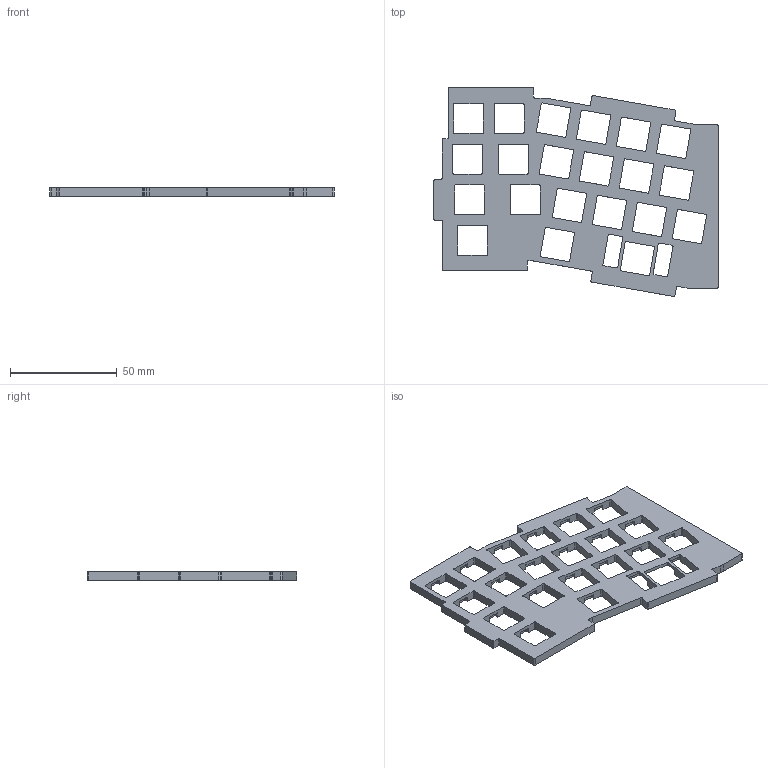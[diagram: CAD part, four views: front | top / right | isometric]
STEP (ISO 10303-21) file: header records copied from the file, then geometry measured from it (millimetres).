
FILE_DESCRIPTION(/* description */ (''),/* implementation_level */ '2;1');
FILE_NAME(/* name */ 'Eliza_plate_left.step',/* time_stamp */ '2022-06-01T09:17:09+02:00',/* author */ (''),/* organization */ (''),/* preprocessor_version */ 'ST-DEVELOPER v19',/* originating_system */ 'Autodesk Translation Framework v11.7.0.108',/* authorisation */ '');
FILE_SCHEMA (('AUTOMOTIVE_DESIGN { 1 0 10303 214 3 1 1 }'));
Length unit declared in the file: millimetre
Products named in the file (1): plate_left
Bounding box: 133.2 x 98 x 4 mm (x, y, z)
Volume: 24592 mm3; surface area: 19921.2 mm2
Topology: 1 solids, 1 shells, 419 faces, 1257 edges, 836 vertices
Faces by surface type: plane 296, cylinder 123
Entity records: 14194 total; most frequent: ORIENTED_EDGE 2514, CARTESIAN_POINT 2513, DIRECTION 2343, EDGE_CURVE 1257, LINE 1011, VECTOR 1011, VERTEX_POINT 836, AXIS2_PLACEMENT_3D 666
